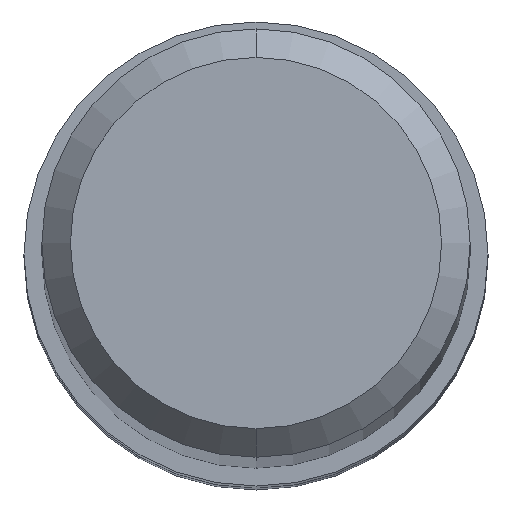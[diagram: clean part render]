
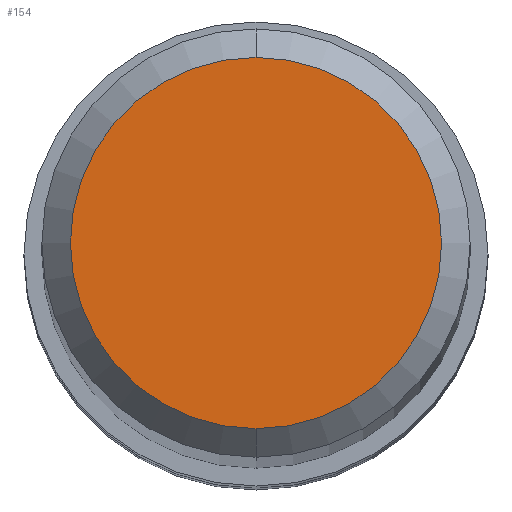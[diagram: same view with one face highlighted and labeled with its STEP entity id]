
A CAD part, top view. The second image highlights one B-rep face of the part: STEP entity #154.
In plain terms, the highlighted planar face has unit normal (0, 0, 1).
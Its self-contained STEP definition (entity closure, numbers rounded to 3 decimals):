
#100=VERTEX_POINT('',#238);
#154=ADVANCED_FACE('',(#297),#298,.T.);
#170=EDGE_CURVE('',#100,#192,#320,.T.);
#192=VERTEX_POINT('',#344);
#198=EDGE_CURVE('',#192,#100,#350,.T.);
#238=CARTESIAN_POINT('',(0.,-2.6,0.0));
#297=FACE_OUTER_BOUND('',#458,.T.);
#298=PLANE('',#459);
#320=CIRCLE('',#484,2.6);
#344=CARTESIAN_POINT('',(0.0,2.6,0.0));
#350=CIRCLE('',#526,2.6);
#458=EDGE_LOOP('',(#613,#614));
#459=AXIS2_PLACEMENT_3D('',#615,#616,#617);
#484=AXIS2_PLACEMENT_3D('',#664,#665,#666);
#526=AXIS2_PLACEMENT_3D('',#696,#697,#698);
#613=ORIENTED_EDGE('',*,*,#198,.F.);
#614=ORIENTED_EDGE('',*,*,#170,.F.);
#615=CARTESIAN_POINT('',(0.0,1.3,0.0));
#616=DIRECTION('',(-0.0,0.0,1.0));
#617=DIRECTION('',(0.0,-1.0,0.0));
#664=CARTESIAN_POINT('',(0.0,0.0,0.0));
#665=DIRECTION('',(0.0,0.0,-1.0));
#666=DIRECTION('',(0.0,1.0,0.0));
#696=CARTESIAN_POINT('',(0.0,0.0,0.0));
#697=DIRECTION('',(0.0,0.0,-1.0));
#698=DIRECTION('',(0.0,1.0,0.0));
